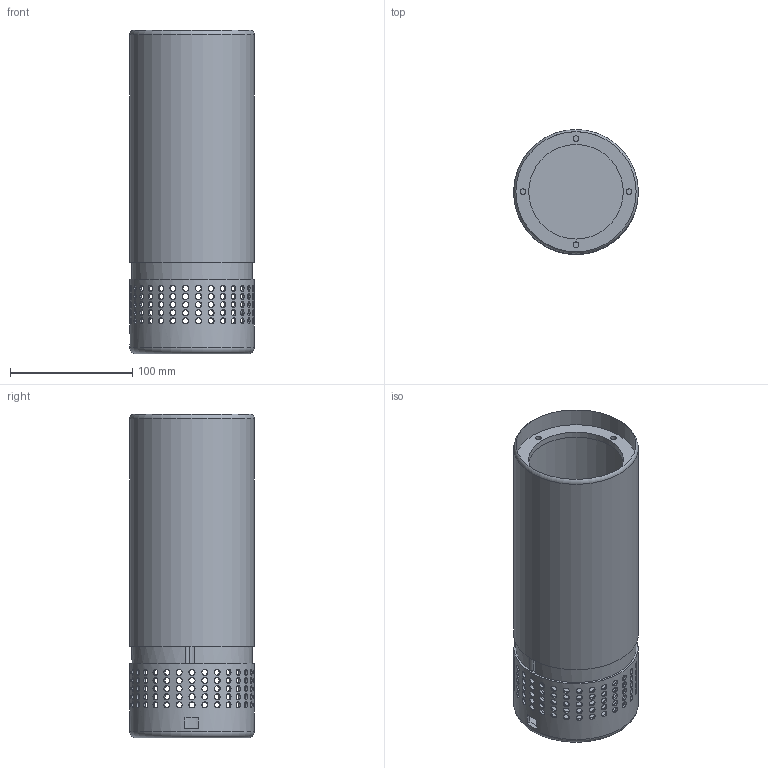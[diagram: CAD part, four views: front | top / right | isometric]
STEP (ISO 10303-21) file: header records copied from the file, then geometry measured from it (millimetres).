
FILE_DESCRIPTION(/* description */ (''),/* implementation_level */ '2;1');
FILE_NAME(/* name */ 'voice assistant.step',/* time_stamp */ '2025-05-17T20:50:43+01:00',/* author */ (''),/* organization */ (''),/* preprocessor_version */ 'ST-DEVELOPER v20.1',/* originating_system */ 'Autodesk Translation Framework v14.4.0.0',/* authorisation */ '');
FILE_SCHEMA (('AUTOMOTIVE_DESIGN { 1 0 10303 214 3 1 1 }'));
Length unit declared in the file: millimetre
Products named in the file (1): shell
Bounding box: 102 x 102 x 265 mm (x, y, z)
Volume: 181269.4 mm3; surface area: 186899.8 mm2
Topology: 1 solids, 1 shells, 228 faces, 967 edges, 712 vertices
Faces by surface type: cylinder 183, plane 41, torus 4
Full cylindrical faces by diameter (mm): 1.8 x4, 2.3 x4, 4.763 x4, 5 x156, 77.47 x1, 98.5 x2, 102 x2
Entity records: 20303 total; most frequent: CARTESIAN_POINT 12655, ORIENTED_EDGE 1934, EDGE_CURVE 967, DIRECTION 946, VERTEX_POINT 712, B_SPLINE_CURVE_WITH_KNOTS 604, EDGE_LOOP 511, AXIS2_PLACEMENT_3D 354
